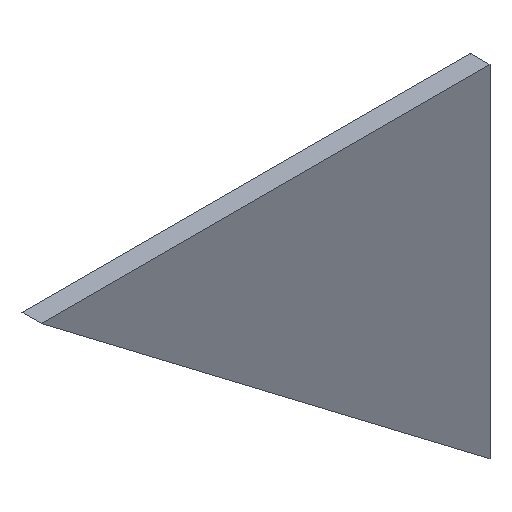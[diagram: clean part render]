
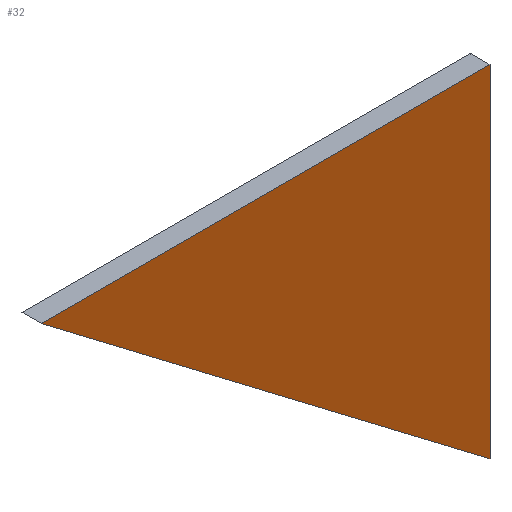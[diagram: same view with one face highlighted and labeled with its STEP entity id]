
A CAD part, isometric view. The second image highlights one B-rep face of the part: STEP entity #32.
In plain terms, the highlighted planar face has unit normal (0, -1, 0).
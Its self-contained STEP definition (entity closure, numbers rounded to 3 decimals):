
#1=CARTESIAN_POINT('POINT1',(139.7,0.,114.3));
#2=VERTEX_POINT('VERTEX1',#1);
#3=CARTESIAN_POINT('POINT2',(139.7,0.,25.4));
#4=VERTEX_POINT('VERTEX2',#3);
#5=CARTESIAN_POINT('POS1',(139.7,0.,114.3));
#6=DIRECTION('DIR1',(0.,0.,-1.));
#7=VECTOR('VEC1',#6,25.4);
#8=LINE('STRAIGHT1',#5,#7);
#9=EDGE_CURVE('EDGE1',#2,#4,#8,.T.);
#10=ORIENTED_EDGE('COEDGE1',*,*,#9,.F.);
#11=CARTESIAN_POINT('POINT3',(22.86,0.,114.3));
#12=VERTEX_POINT('VERTEX3',#11);
#13=CARTESIAN_POINT('POS2',(22.86,0.,114.3));
#14=DIRECTION('DIR2',(1.,0.,0.));
#15=VECTOR('VEC2',#14,25.4);
#16=LINE('STRAIGHT2',#13,#15);
#17=EDGE_CURVE('EDGE2',#12,#2,#16,.T.);
#18=ORIENTED_EDGE('COEDGE2',*,*,#17,.F.);
#19=CARTESIAN_POINT('POS3',(139.7,0.,25.4));
#20=DIRECTION('DIR3',(-0.796,0.,
   0.606));
#21=VECTOR('VEC3',#20,25.4);
#22=LINE('STRAIGHT3',#19,#21);
#23=EDGE_CURVE('EDGE3',#4,#12,#22,.T.);
#24=ORIENTED_EDGE('COEDGE3',*,*,#23,.F.);
#25=EDGE_LOOP('NONE',(#10,#18,#24));
#26=FACE_BOUND('LOOP1',#25,.T.);
#27=CARTESIAN_POINT('POS4',(0.,0.,0.));
#28=DIRECTION('DIR4',(0.,-1.,0.));
#29=DIRECTION('DIR5',(1.,0.,0.));
#30=AXIS2_PLACEMENT_3D('AXIS1',#27,#28,#29);
#31=PLANE('PLANE1',#30);
#32=ADVANCED_FACE('FACE1',(#26),#31,.T.);
